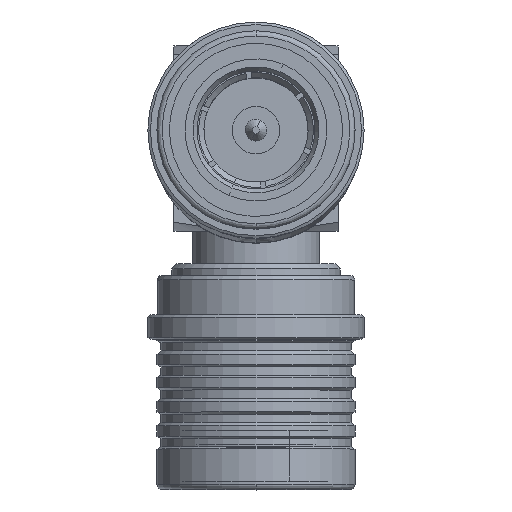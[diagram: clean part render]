
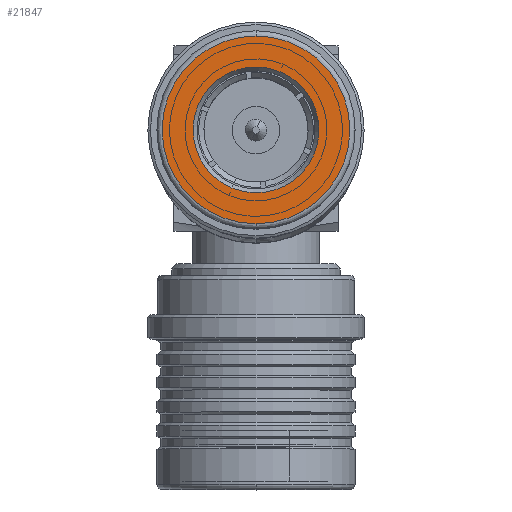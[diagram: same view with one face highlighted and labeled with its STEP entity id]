
A CAD part, top view. The second image highlights one B-rep face of the part: STEP entity #21847.
In plain terms, the highlighted face is planar.
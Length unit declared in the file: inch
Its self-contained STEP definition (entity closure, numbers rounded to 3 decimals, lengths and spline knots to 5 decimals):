
#496 = AXIS2_PLACEMENT_3D ( 'NONE', #20057, #22346, #15953 ) ;
#720 = FACE_BOUND ( 'NONE', #10457, .T. ) ;
#1078 = DIRECTION ( 'NONE',  ( -1., 0., 0. ) ) ;
#1123 = EDGE_CURVE ( 'NONE', #2836, #23691, #8301, .T. ) ;
#2082 = EDGE_CURVE ( 'NONE', #8849, #14403, #6687, .T. ) ;
#2561 = DIRECTION ( 'NONE',  ( 0., 0.924, 0.382 ) ) ;
#2836 = VERTEX_POINT ( 'NONE', #3661 ) ;
#2974 = CARTESIAN_POINT ( 'NONE',  ( 0., 0.11116, 0.04593 ) ) ;
#3661 = CARTESIAN_POINT ( 'NONE',  ( 0., 0.1794, 0. ) ) ;
#4240 = CARTESIAN_POINT ( 'NONE',  ( 0., 0., 0. ) ) ;
#4676 = ORIENTED_EDGE ( 'NONE', *, *, #13068, .T. ) ;
#5431 = ORIENTED_EDGE ( 'NONE', *, *, #5513, .T. ) ;
#5513 = EDGE_CURVE ( 'NONE', #23691, #2836, #25650, .T. ) ;
#5598 = CIRCLE ( 'NONE', #21757, 0.12028 ) ;
#5825 = EDGE_LOOP ( 'NONE', ( #5431, #13497 ) ) ;
#6183 = FACE_OUTER_BOUND ( 'NONE', #5825, .T. ) ;
#6220 = DIRECTION ( 'NONE',  ( 0., -1., 0. ) ) ;
#6687 = CIRCLE ( 'NONE', #17148, 0.12028 ) ;
#7265 = DIRECTION ( 'NONE',  ( 0., -1., 0. ) ) ;
#7631 = AXIS2_PLACEMENT_3D ( 'NONE', #9211, #1078, #7265 ) ;
#8275 = DIRECTION ( 'NONE',  ( -1., 0., 0. ) ) ;
#8301 = CIRCLE ( 'NONE', #7631, 0.1794 ) ;
#8755 = CARTESIAN_POINT ( 'NONE',  ( 0., -0.11116, -0.04593 ) ) ;
#8849 = VERTEX_POINT ( 'NONE', #2974 ) ;
#9006 = DIRECTION ( 'NONE',  ( 1., 0., 0. ) ) ;
#9211 = CARTESIAN_POINT ( 'NONE',  ( 0., 0., 0. ) ) ;
#10457 = EDGE_LOOP ( 'NONE', ( #4676, #20521 ) ) ;
#11646 = CARTESIAN_POINT ( 'NONE',  ( 0., -0.1794, 0. ) ) ;
#13068 = EDGE_CURVE ( 'NONE', #14403, #8849, #5598, .T. ) ;
#13497 = ORIENTED_EDGE ( 'NONE', *, *, #1123, .T. ) ;
#14403 = VERTEX_POINT ( 'NONE', #8755 ) ;
#15953 = DIRECTION ( 'NONE',  ( 0., -1., 0. ) ) ;
#17148 = AXIS2_PLACEMENT_3D ( 'NONE', #22954, #9006, #2561 ) ;
#17521 = DIRECTION ( 'NONE',  ( 1., 0., 0. ) ) ;
#19749 = CARTESIAN_POINT ( 'NONE',  ( 0., 0., 0. ) ) ;
#20057 = CARTESIAN_POINT ( 'NONE',  ( 0., 0., 0. ) ) ;
#20521 = ORIENTED_EDGE ( 'NONE', *, *, #2082, .T. ) ;
#21757 = AXIS2_PLACEMENT_3D ( 'NONE', #19749, #17521, #21880 ) ;
#21847 = ADVANCED_FACE ( 'NONE', ( #6183, #720 ), #22564, .T. ) ;
#21880 = DIRECTION ( 'NONE',  ( 0., 0.924, 0.382 ) ) ;
#22346 = DIRECTION ( 'NONE',  ( -1., 0., 0. ) ) ;
#22564 = PLANE ( 'NONE',  #25490 ) ;
#22954 = CARTESIAN_POINT ( 'NONE',  ( 0., 0., 0. ) ) ;
#23691 = VERTEX_POINT ( 'NONE', #11646 ) ;
#25490 = AXIS2_PLACEMENT_3D ( 'NONE', #4240, #8275, #6220 ) ;
#25650 = CIRCLE ( 'NONE', #496, 0.1794 ) ;
